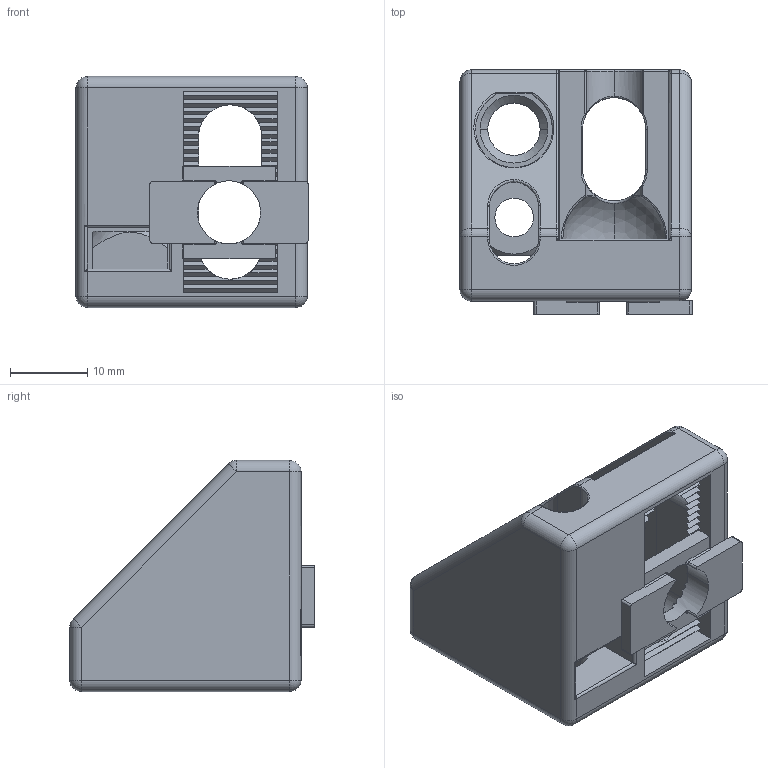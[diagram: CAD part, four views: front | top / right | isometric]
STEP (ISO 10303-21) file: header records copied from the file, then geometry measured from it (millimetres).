
FILE_DESCRIPTION (( 'STEP AP214' ), '1' );
FILE_NAME ('094z40r0817.STEP', '2013-03-11T14:01:16', ( '' ), ( '' ), 'SwSTEP 2.0', 'SolidWorks 2012', '' );
FILE_SCHEMA (( 'AUTOMOTIVE_DESIGN' ));
Length unit declared in the file: millimetre
Products named in the file (5): 4din557m06m_Standard; 094z40-01_Standard; 094z40-0817r_094 z 40-08 17; 094z40-02r_Standard; 094z40r0817
Assembly tree (3 placements, depth 2):
  094z40-01_Standard
  094z40r0817
    094z40-02r_Standard
    094z40-0817r_094 z 40-08 17
    4din557m06m_Standard
Bounding box: 30.1 x 31.7 x 30 mm (x, y, z)
Volume: 10824.5 mm3; surface area: 7672.6 mm2
Topology: 3 solids, 3 shells, 652 faces, 1856 edges, 1193 vertices
Faces by surface type: plane 505, cylinder 82, torus 25, sphere 20, bspline 14, cone 6
Entity records: 21494 total; most frequent: CARTESIAN_POINT 4818, ORIENTED_EDGE 3684, DIRECTION 3153, EDGE_CURVE 1842, LINE 1469, VECTOR 1469, VERTEX_POINT 1193, AXIS2_PLACEMENT_3D 842
